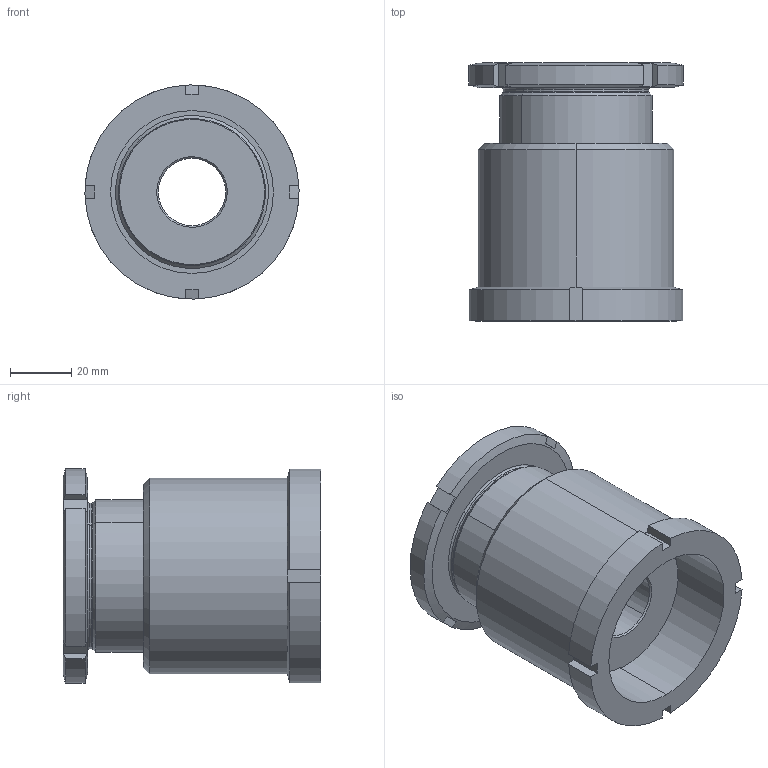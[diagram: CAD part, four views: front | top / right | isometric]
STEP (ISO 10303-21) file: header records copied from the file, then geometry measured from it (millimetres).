
FILE_DESCRIPTION (( 'STEP AP214' ), '1' );
FILE_NAME ('HVS 50-22 0 A1.STEP', '2015-08-18T14:47:36', ( '' ), ( '' ), 'SwSTEP 2.0', 'SolidWorks 2015', '' );
FILE_SCHEMA (( 'AUTOMOTIVE_DESIGN' ));
Length unit declared in the file: millimetre
Products named in the file (3): HVS 50-22 0 A1; HVS 50 2-0 A1; HVS 50-22 1-0 A1
Assembly tree (2 placements, depth 2):
  HVS 50-22 0 A1
    HVS 50 2-0 A1
    HVS 50-22 1-0 A1
Bounding box: 69.99 x 84.25 x 69.99 mm (x, y, z)
Volume: 185777.5 mm3; surface area: 47318 mm2
Topology: 2 solids, 2 shells, 88 faces, 208 edges, 128 vertices
Faces by surface type: plane 32, cone 24, cylinder 24, torus 8
Entity records: 2798 total; most frequent: CARTESIAN_POINT 633, DIRECTION 434, ORIENTED_EDGE 416, EDGE_CURVE 208, AXIS2_PLACEMENT_3D 177, VERTEX_POINT 128, EDGE_LOOP 96, FACE_OUTER_BOUND 88
